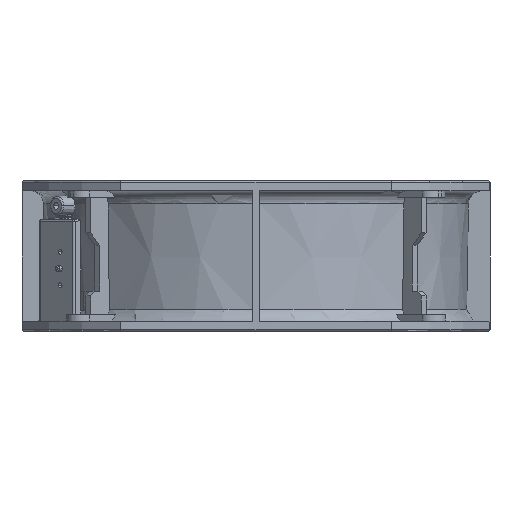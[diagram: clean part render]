
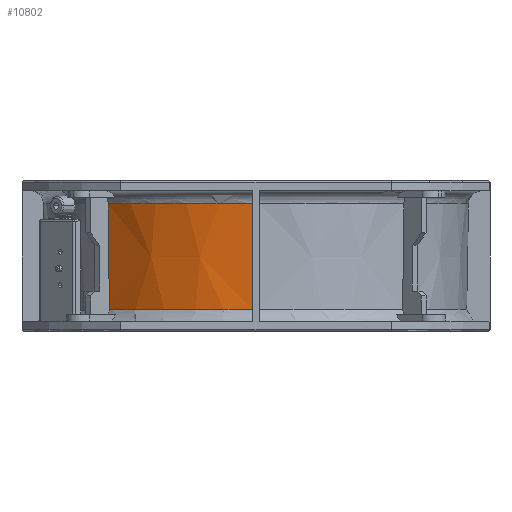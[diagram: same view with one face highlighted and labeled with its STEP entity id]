
A CAD part, front view. The second image highlights one B-rep face of the part: STEP entity #10802.
In plain terms, the highlighted conical face has half-angle 0.966 degrees and reference radius 127.15 mm.
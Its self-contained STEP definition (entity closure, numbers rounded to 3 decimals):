
#635 = CARTESIAN_POINT ( 'NONE',  ( -33.327, -121.847, 22.755 ) ) ;
#713 = CARTESIAN_POINT ( 'NONE',  ( -87.732, -90.542, 22.755 ) ) ;
#715 = CARTESIAN_POINT ( 'NONE',  ( -1.993, -127.127, 86.135 ) ) ;
#968 = CARTESIAN_POINT ( 'NONE',  ( -88.233, -91.049, 65.008 ) ) ;
#1049 = CARTESIAN_POINT ( 'NONE',  ( -17.816, -125.06, 22.755 ) ) ;
#1590 = VERTEX_POINT ( 'NONE', #28195 ) ;
#1678 = EDGE_CURVE ( 'NONE', #3028, #25367, #10106, .T. ) ;
#1969 = B_SPLINE_CURVE_WITH_KNOTS ( 'NONE', 3,
 ( #21773, #18909, #6263, #26447 ),
 .UNSPECIFIED., .F., .F.,
 ( 4, 4 ),
 ( 0., 1. ),
 .UNSPECIFIED. ) ;
#2460 = EDGE_CURVE ( 'NONE', #1590, #25367, #9662, .T. ) ;
#3028 = VERTEX_POINT ( 'NONE', #713 ) ;
#3034 = ORIENTED_EDGE ( 'NONE', *, *, #2460, .T. ) ;
#3163 = CARTESIAN_POINT ( 'NONE',  ( -56.037, -114.408, 86.135 ) ) ;
#3270 = CARTESIAN_POINT ( 'NONE',  ( -63.129, -110.653, 86.135 ) ) ;
#3279 = DIRECTION ( 'NONE',  ( 0., 0., 1. ) ) ;
#5875 = CARTESIAN_POINT ( 'NONE',  ( -82.044, -96.053, 22.755 ) ) ;
#6263 = CARTESIAN_POINT ( 'NONE',  ( -1.991, -126.415, 43.882 ) ) ;
#7959 = CONICAL_SURFACE ( 'NONE', #13576, 127.15, 0.017 ) ;
#8194 = CARTESIAN_POINT ( 'NONE',  ( -9.981, -127.002, 86.135 ) ) ;
#8668 = CARTESIAN_POINT ( 'NONE',  ( -87.732, -90.542, 22.755 ) ) ;
#8750 = CARTESIAN_POINT ( 'NONE',  ( -1.989, -126.059, 22.755 ) ) ;
#9662 = B_SPLINE_CURVE_WITH_KNOTS ( 'NONE', 3,
 ( #715, #8194, #31798, #31142, #19158, #3163, #3270, #29137, #10846, #13925 ),
 .UNSPECIFIED., .F., .F.,
 ( 4, 2, 2, 2, 4 ),
 ( 0., 0.25, 0.5, 0.75, 1. ),
 .UNSPECIFIED. ) ;
#10011 = EDGE_CURVE ( 'NONE', #1590, #32520, #1969, .T. ) ;
#10106 = B_SPLINE_CURVE_WITH_KNOTS ( 'NONE', 3,
 ( #8668, #18741, #968, #31191 ),
 .UNSPECIFIED., .F., .F.,
 ( 4, 4 ),
 ( 0., 1. ),
 .UNSPECIFIED. ) ;
#10802 = ADVANCED_FACE ( 'NONE', ( #31738 ), #7959, .T. ) ;
#10846 = CARTESIAN_POINT ( 'NONE',  ( -82.746, -96.862, 86.135 ) ) ;
#12652 = ORIENTED_EDGE ( 'NONE', *, *, #10011, .F. ) ;
#12936 = EDGE_CURVE ( 'NONE', #3028, #32520, #23510, .T. ) ;
#13305 = CARTESIAN_POINT ( 'NONE',  ( -62.595, -109.724, 22.755 ) ) ;
#13576 = AXIS2_PLACEMENT_3D ( 'NONE', #16038, #3279, #21048 ) ;
#13925 = CARTESIAN_POINT ( 'NONE',  ( -88.483, -91.302, 86.135 ) ) ;
#15841 = CARTESIAN_POINT ( 'NONE',  ( -40.93, -119.508, 22.755 ) ) ;
#16038 = CARTESIAN_POINT ( 'NONE',  ( 0., 0., 86.515 ) ) ;
#18741 = CARTESIAN_POINT ( 'NONE',  ( -87.981, -90.797, 43.882 ) ) ;
#18909 = CARTESIAN_POINT ( 'NONE',  ( -1.991, -126.771, 65.008 ) ) ;
#19158 = CARTESIAN_POINT ( 'NONE',  ( -41.274, -120.522, 86.135 ) ) ;
#20346 = CARTESIAN_POINT ( 'NONE',  ( -1.989, -126.059, 22.755 ) ) ;
#21048 = DIRECTION ( 'NONE',  ( 1., 0., 0. ) ) ;
#21375 = ORIENTED_EDGE ( 'NONE', *, *, #12936, .T. ) ;
#21489 = CARTESIAN_POINT ( 'NONE',  ( -9.908, -125.934, 22.755 ) ) ;
#21773 = CARTESIAN_POINT ( 'NONE',  ( -1.993, -127.127, 86.135 ) ) ;
#23510 = B_SPLINE_CURVE_WITH_KNOTS ( 'NONE', 3,
 ( #30954, #5875, #28495, #13305, #31057, #15841, #635, #1049, #21489, #8750 ),
 .UNSPECIFIED., .F., .F.,
 ( 4, 2, 2, 2, 4 ),
 ( 0., 0.25, 0.5, 0.75, 1. ),
 .UNSPECIFIED. ) ;
#25367 = VERTEX_POINT ( 'NONE', #26539 ) ;
#26447 = CARTESIAN_POINT ( 'NONE',  ( -1.989, -126.059, 22.755 ) ) ;
#26539 = CARTESIAN_POINT ( 'NONE',  ( -88.483, -91.302, 86.135 ) ) ;
#28195 = CARTESIAN_POINT ( 'NONE',  ( -1.993, -127.127, 86.135 ) ) ;
#28495 = CARTESIAN_POINT ( 'NONE',  ( -75.835, -101.027, 22.755 ) ) ;
#29083 = ORIENTED_EDGE ( 'NONE', *, *, #1678, .F. ) ;
#29137 = CARTESIAN_POINT ( 'NONE',  ( -76.483, -101.88, 86.135 ) ) ;
#30917 = EDGE_LOOP ( 'NONE', ( #21375, #12652, #3034, #29083 ) ) ;
#30954 = CARTESIAN_POINT ( 'NONE',  ( -87.732, -90.542, 22.755 ) ) ;
#31057 = CARTESIAN_POINT ( 'NONE',  ( -55.565, -113.446, 22.755 ) ) ;
#31142 = CARTESIAN_POINT ( 'NONE',  ( -33.604, -122.882, 86.135 ) ) ;
#31191 = CARTESIAN_POINT ( 'NONE',  ( -88.483, -91.302, 86.135 ) ) ;
#31738 = FACE_OUTER_BOUND ( 'NONE', #30917, .T. ) ;
#31798 = CARTESIAN_POINT ( 'NONE',  ( -17.958, -126.122, 86.135 ) ) ;
#32520 = VERTEX_POINT ( 'NONE', #20346 ) ;
